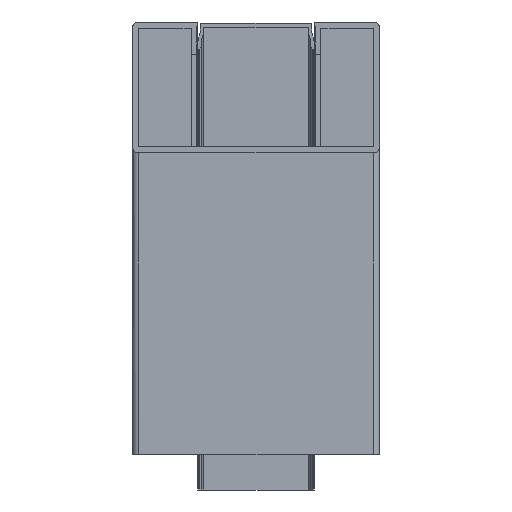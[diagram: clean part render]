
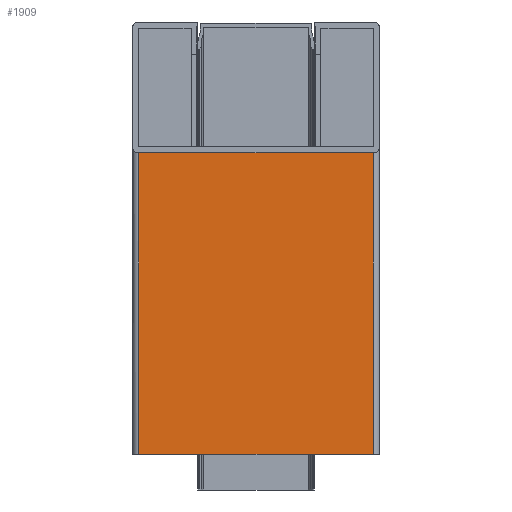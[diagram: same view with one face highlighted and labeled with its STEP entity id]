
A CAD part, front view. The second image highlights one B-rep face of the part: STEP entity #1909.
In plain terms, the highlighted planar face has unit normal (0, -1, 0).
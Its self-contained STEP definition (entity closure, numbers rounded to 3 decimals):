
#16 = CARTESIAN_POINT ( 'NONE',  ( -47.5, -53., -87.5 ) ) ;
#90 = ORIENTED_EDGE ( 'NONE', *, *, #873, .T. ) ;
#152 = AXIS2_PLACEMENT_3D ( 'NONE', #1109, #2916, #1558 ) ;
#405 = EDGE_CURVE ( 'NONE', #1024, #1184, #2179, .T. ) ;
#438 = ORIENTED_EDGE ( 'NONE', *, *, #507, .F. ) ;
#507 = EDGE_CURVE ( 'NONE', #1757, #1184, #1209, .T. ) ;
#554 = EDGE_CURVE ( 'NONE', #1757, #2098, #1662, .T. ) ;
#735 = DIRECTION ( 'NONE',  ( 1., 0., 0. ) ) ;
#807 = CARTESIAN_POINT ( 'NONE',  ( 47.5, -53., -87.5 ) ) ;
#873 = EDGE_CURVE ( 'NONE', #2098, #1024, #1356, .T. ) ;
#886 = PLANE ( 'NONE',  #152 ) ;
#1024 = VERTEX_POINT ( 'NONE', #807 ) ;
#1031 = EDGE_LOOP ( 'NONE', ( #2602, #438, #2048, #90 ) ) ;
#1067 = VECTOR ( 'NONE', #2504, 1000. ) ;
#1071 = DIRECTION ( 'NONE',  ( 0., 0., 1. ) ) ;
#1109 = CARTESIAN_POINT ( 'NONE',  ( 0., -53., 87.5 ) ) ;
#1184 = VERTEX_POINT ( 'NONE', #2493 ) ;
#1188 = CARTESIAN_POINT ( 'NONE',  ( 0., -53., -87.5 ) ) ;
#1209 = LINE ( 'NONE', #2697, #2931 ) ;
#1356 = LINE ( 'NONE', #1188, #2501 ) ;
#1404 = CARTESIAN_POINT ( 'NONE',  ( -47.5, -53., 34.5 ) ) ;
#1558 = DIRECTION ( 'NONE',  ( 0., 0., 1. ) ) ;
#1635 = FACE_OUTER_BOUND ( 'NONE', #1031, .T. ) ;
#1662 = LINE ( 'NONE', #1803, #1067 ) ;
#1757 = VERTEX_POINT ( 'NONE', #1404 ) ;
#1797 = DIRECTION ( 'NONE',  ( 1., 0., 0. ) ) ;
#1803 = CARTESIAN_POINT ( 'NONE',  ( -47.5, -53., 87.5 ) ) ;
#1909 = ADVANCED_FACE ( 'NONE', ( #1635 ), #886, .F. ) ;
#2048 = ORIENTED_EDGE ( 'NONE', *, *, #554, .T. ) ;
#2098 = VERTEX_POINT ( 'NONE', #16 ) ;
#2179 = LINE ( 'NONE', #2204, #2842 ) ;
#2204 = CARTESIAN_POINT ( 'NONE',  ( 47.5, -53., 87.5 ) ) ;
#2493 = CARTESIAN_POINT ( 'NONE',  ( 47.5, -53., 34.5 ) ) ;
#2501 = VECTOR ( 'NONE', #735, 1000. ) ;
#2504 = DIRECTION ( 'NONE',  ( 0., 0., -1. ) ) ;
#2602 = ORIENTED_EDGE ( 'NONE', *, *, #405, .T. ) ;
#2697 = CARTESIAN_POINT ( 'NONE',  ( -50., -53., 34.5 ) ) ;
#2842 = VECTOR ( 'NONE', #1071, 1000. ) ;
#2916 = DIRECTION ( 'NONE',  ( 0., 1., 0. ) ) ;
#2931 = VECTOR ( 'NONE', #1797, 1000. ) ;
